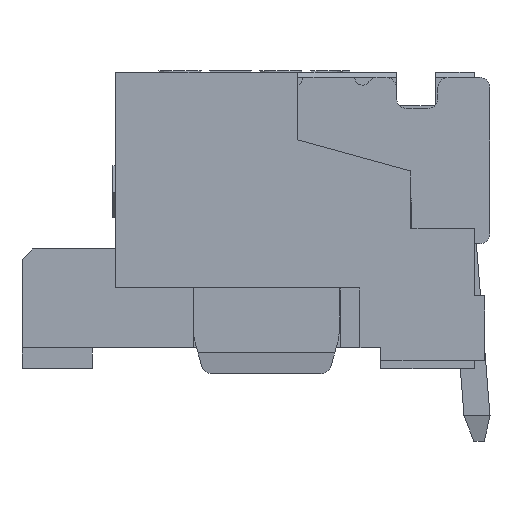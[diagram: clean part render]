
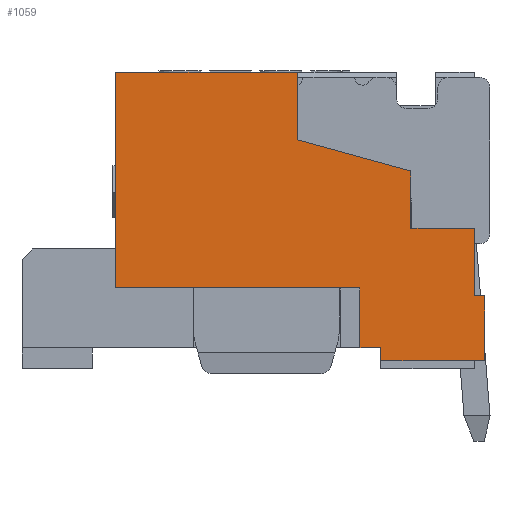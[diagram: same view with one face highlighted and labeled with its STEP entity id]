
A CAD part, left-side view. The second image highlights one B-rep face of the part: STEP entity #1059.
In plain terms, the highlighted planar face has unit normal (-1, 0, 0).
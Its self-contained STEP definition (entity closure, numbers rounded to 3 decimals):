
#1059=ADVANCED_FACE('',(#2017),#1513,.T.);
#1513=PLANE('',#11073);
#2017=FACE_OUTER_BOUND('',#2530,.T.);
#2530=EDGE_LOOP('',(#3958,#3959,#3960,#3961,#3962,#3963,#3964,#3965,#3966,
#3967,#3968,#3969,#3970,#3971));
#3958=ORIENTED_EDGE('',*,*,#7351,.F.);
#3959=ORIENTED_EDGE('',*,*,#7352,.F.);
#3960=ORIENTED_EDGE('',*,*,#7281,.T.);
#3961=ORIENTED_EDGE('',*,*,#7353,.T.);
#3962=ORIENTED_EDGE('',*,*,#7354,.F.);
#3963=ORIENTED_EDGE('',*,*,#7243,.T.);
#3964=ORIENTED_EDGE('',*,*,#7355,.T.);
#3965=ORIENTED_EDGE('',*,*,#7356,.F.);
#3966=ORIENTED_EDGE('',*,*,#7357,.F.);
#3967=ORIENTED_EDGE('',*,*,#7358,.F.);
#3968=ORIENTED_EDGE('',*,*,#7313,.T.);
#3969=ORIENTED_EDGE('',*,*,#7359,.F.);
#3970=ORIENTED_EDGE('',*,*,#7360,.F.);
#3971=ORIENTED_EDGE('',*,*,#7361,.F.);
#6196=VERTEX_POINT('',#14972);
#6197=VERTEX_POINT('',#14974);
#6231=VERTEX_POINT('',#15048);
#6232=VERTEX_POINT('',#15050);
#6251=VERTEX_POINT('',#15109);
#6252=VERTEX_POINT('',#15111);
#6284=VERTEX_POINT('',#15185);
#6285=VERTEX_POINT('',#15186);
#6286=VERTEX_POINT('',#15189);
#6287=VERTEX_POINT('',#15192);
#6288=VERTEX_POINT('',#15194);
#6289=VERTEX_POINT('',#15196);
#6290=VERTEX_POINT('',#15199);
#6291=VERTEX_POINT('',#15201);
#7243=EDGE_CURVE('',#6197,#6196,#8562,.T.);
#7281=EDGE_CURVE('',#6232,#6231,#8600,.T.);
#7313=EDGE_CURVE('',#6252,#6251,#8632,.T.);
#7351=EDGE_CURVE('',#6284,#6285,#8670,.T.);
#7352=EDGE_CURVE('',#6232,#6284,#8671,.T.);
#7353=EDGE_CURVE('',#6231,#6286,#8672,.T.);
#7354=EDGE_CURVE('',#6197,#6286,#8673,.T.);
#7355=EDGE_CURVE('',#6196,#6287,#8674,.T.);
#7356=EDGE_CURVE('',#6288,#6287,#8675,.T.);
#7357=EDGE_CURVE('',#6289,#6288,#8676,.T.);
#7358=EDGE_CURVE('',#6252,#6289,#8677,.T.);
#7359=EDGE_CURVE('',#6290,#6251,#8678,.T.);
#7360=EDGE_CURVE('',#6291,#6290,#8679,.T.);
#7361=EDGE_CURVE('',#6285,#6291,#8680,.T.);
#8562=LINE('',#14973,#9881);
#8600=LINE('',#15049,#9919);
#8632=LINE('',#15110,#9951);
#8670=LINE('',#15184,#9989);
#8671=LINE('',#15187,#9990);
#8672=LINE('',#15188,#9991);
#8673=LINE('',#15190,#9992);
#8674=LINE('',#15191,#9993);
#8675=LINE('',#15193,#9994);
#8676=LINE('',#15195,#9995);
#8677=LINE('',#15197,#9996);
#8678=LINE('',#15198,#9997);
#8679=LINE('',#15200,#9998);
#8680=LINE('',#15202,#9999);
#9881=VECTOR('',#12288,1.);
#9919=VECTOR('',#12332,1.);
#9951=VECTOR('',#12382,1.);
#9989=VECTOR('',#12428,1.);
#9990=VECTOR('',#12429,1.);
#9991=VECTOR('',#12430,1.);
#9992=VECTOR('',#12431,1.);
#9993=VECTOR('',#12432,1.);
#9994=VECTOR('',#12433,1.);
#9995=VECTOR('',#12434,1.);
#9996=VECTOR('',#12435,1.);
#9997=VECTOR('',#12436,1.);
#9998=VECTOR('',#12437,1.);
#9999=VECTOR('',#12438,1.);
#11073=AXIS2_PLACEMENT_3D('',#15203,#12439,#12440);
#12288=DIRECTION('',(0.,-1.,0.));
#12332=DIRECTION('',(0.,0.,-1.));
#12382=DIRECTION('',(0.,0.,1.));
#12428=DIRECTION('',(0.,0.,-1.));
#12429=DIRECTION('',(0.,-1.,0.));
#12430=DIRECTION('',(0.,-1.,0.));
#12431=DIRECTION('',(0.,0.,1.));
#12432=DIRECTION('',(0.,0.,-1.));
#12433=DIRECTION('',(0.,1.,0.));
#12434=DIRECTION('',(0.,0.,-1.));
#12435=DIRECTION('',(0.,-1.,0.));
#12436=DIRECTION('',(0.,-1.,0.));
#12437=DIRECTION('',(0.,0.,-1.));
#12438=DIRECTION('',(0.,-0.964,-0.265));
#12439=DIRECTION('',(-1.,0.,0.));
#12440=DIRECTION('',(0.,0.,1.));
#14972=CARTESIAN_POINT('',(-7.,-6.9,0.));
#14973=CARTESIAN_POINT('',(-7.,-6.5,0.));
#14974=CARTESIAN_POINT('',(-7.,-6.5,0.));
#15048=CARTESIAN_POINT('',(-7.,-1.8,1.15));
#15049=CARTESIAN_POINT('',(-7.,-1.8,5.3));
#15050=CARTESIAN_POINT('',(-7.,-1.8,5.3));
#15109=CARTESIAN_POINT('',(-7.,-8.7,2.3));
#15110=CARTESIAN_POINT('',(-7.,-8.7,1.));
#15111=CARTESIAN_POINT('',(-7.,-8.7,1.));
#15184=CARTESIAN_POINT('',(-7.,-5.3,5.3));
#15185=CARTESIAN_POINT('',(-7.,-5.3,5.3));
#15186=CARTESIAN_POINT('',(-7.,-5.3,4.));
#15187=CARTESIAN_POINT('',(-7.,-1.8,5.3));
#15188=CARTESIAN_POINT('',(-7.,-1.8,1.15));
#15189=CARTESIAN_POINT('',(-7.,-6.5,1.15));
#15190=CARTESIAN_POINT('',(-7.,-6.5,0.));
#15191=CARTESIAN_POINT('',(-7.,-6.9,0.));
#15192=CARTESIAN_POINT('',(-7.,-6.9,-0.25));
#15193=CARTESIAN_POINT('',(-7.,-8.9,-0.25));
#15194=CARTESIAN_POINT('',(-7.,-8.9,-0.25));
#15195=CARTESIAN_POINT('',(-7.,-8.9,1.));
#15196=CARTESIAN_POINT('',(-7.,-8.9,1.));
#15197=CARTESIAN_POINT('',(-7.,-8.7,1.));
#15198=CARTESIAN_POINT('',(-7.,-7.48,2.3));
#15199=CARTESIAN_POINT('',(-7.,-7.48,2.3));
#15200=CARTESIAN_POINT('',(-7.,-7.48,3.4));
#15201=CARTESIAN_POINT('',(-7.,-7.48,3.4));
#15202=CARTESIAN_POINT('',(-7.,-5.3,4.));
#15203=CARTESIAN_POINT('',(-7.,0.,0.));
